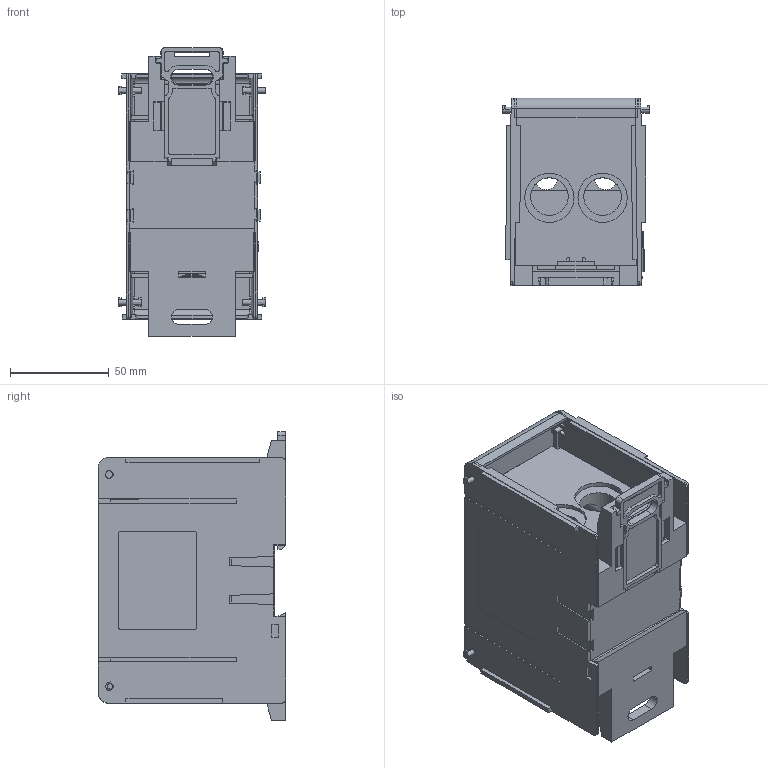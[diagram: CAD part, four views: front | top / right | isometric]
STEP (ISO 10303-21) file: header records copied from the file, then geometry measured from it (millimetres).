
FILE_DESCRIPTION (( 'STEP AP203' ), '1' );
FILE_NAME ('APDB-26-350-1.step', '2024-06-17T20:13:44', ( '' ), ( '' ), 'SwSTEP 2.0', 'SolidWorks 2023', '' );
FILE_SCHEMA (( 'CONFIG_CONTROL_DESIGN' ));
Length unit declared in the file: inch
Products named in the file (1): APDB-26-350-1
Bounding box: 75.05 x 95.01 x 146.55 mm (x, y, z)
Volume: 308811 mm3; surface area: 151073.9 mm2
Topology: 11 solids, 11 shells, 814 faces, 2294 edges, 1520 vertices
Faces by surface type: plane 559, cylinder 182, bspline 42, cone 31
Entity records: 28764 total; most frequent: CARTESIAN_POINT 8145, ORIENTED_EDGE 4588, DIRECTION 3799, EDGE_CURVE 2294, VECTOR 1755, LINE 1755, VERTEX_POINT 1520, AXIS2_PLACEMENT_3D 1022
